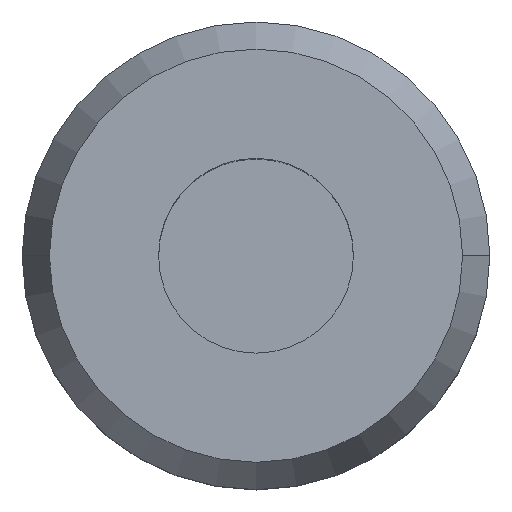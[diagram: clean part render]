
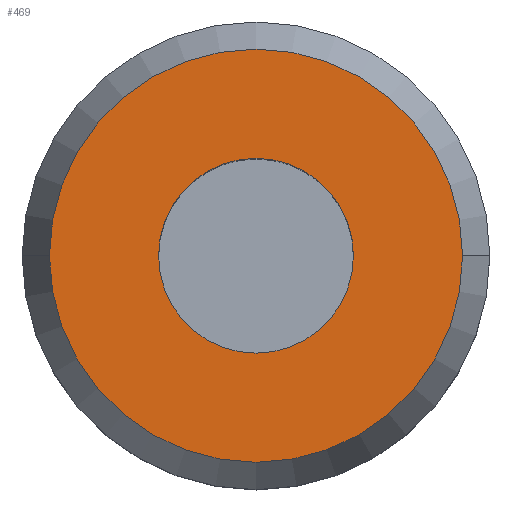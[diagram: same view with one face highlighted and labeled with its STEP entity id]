
A CAD part, top view. The second image highlights one B-rep face of the part: STEP entity #469.
In plain terms, the highlighted planar face has unit normal (0, 0, 1).
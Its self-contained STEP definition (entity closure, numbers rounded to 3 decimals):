
#55 = CARTESIAN_POINT ( 'NONE',  ( 0., 0., 70. ) ) ;
#67 = CARTESIAN_POINT ( 'NONE',  ( 12.5, 0., 70. ) ) ;
#90 = VERTEX_POINT ( 'NONE', #1228 ) ;
#136 = PLANE ( 'NONE',  #1123 ) ;
#187 = EDGE_LOOP ( 'NONE', ( #1144, #961 ) ) ;
#209 = EDGE_CURVE ( 'NONE', #834, #90, #1172, .T. ) ;
#216 = AXIS2_PLACEMENT_3D ( 'NONE', #420, #1106, #525 ) ;
#224 = CARTESIAN_POINT ( 'NONE',  ( 0., 0., 70. ) ) ;
#247 = CIRCLE ( 'NONE', #807, 26.5 ) ;
#257 = DIRECTION ( 'NONE',  ( 1., 0., 0. ) ) ;
#275 = CARTESIAN_POINT ( 'NONE',  ( 0., 0., 70. ) ) ;
#392 = AXIS2_PLACEMENT_3D ( 'NONE', #224, #901, #1004 ) ;
#420 = CARTESIAN_POINT ( 'NONE',  ( 0., 0., 70. ) ) ;
#425 = CIRCLE ( 'NONE', #588, 12.5 ) ;
#469 = ADVANCED_FACE ( 'NONE', ( #506, #724 ), #136, .T. ) ;
#475 = DIRECTION ( 'NONE',  ( -1., 0., 0. ) ) ;
#506 = FACE_BOUND ( 'NONE', #897, .T. ) ;
#522 = EDGE_CURVE ( 'NONE', #711, #786, #425, .T. ) ;
#525 = DIRECTION ( 'NONE',  ( -1., 0., 0. ) ) ;
#588 = AXIS2_PLACEMENT_3D ( 'NONE', #55, #853, #945 ) ;
#594 = ORIENTED_EDGE ( 'NONE', *, *, #522, .T. ) ;
#630 = EDGE_CURVE ( 'NONE', #786, #711, #871, .T. ) ;
#711 = VERTEX_POINT ( 'NONE', #712 ) ;
#712 = CARTESIAN_POINT ( 'NONE',  ( -12.5, 0., 70. ) ) ;
#724 = FACE_OUTER_BOUND ( 'NONE', #187, .T. ) ;
#740 = CARTESIAN_POINT ( 'NONE',  ( 0., 26.5, 70. ) ) ;
#786 = VERTEX_POINT ( 'NONE', #67 ) ;
#807 = AXIS2_PLACEMENT_3D ( 'NONE', #275, #1251, #475 ) ;
#834 = VERTEX_POINT ( 'NONE', #1237 ) ;
#841 = DIRECTION ( 'NONE',  ( 0., 0., 1. ) ) ;
#853 = DIRECTION ( 'NONE',  ( 0., 0., -1. ) ) ;
#871 = CIRCLE ( 'NONE', #216, 12.5 ) ;
#875 = ORIENTED_EDGE ( 'NONE', *, *, #630, .T. ) ;
#897 = EDGE_LOOP ( 'NONE', ( #594, #875 ) ) ;
#901 = DIRECTION ( 'NONE',  ( 0., 0., -1. ) ) ;
#945 = DIRECTION ( 'NONE',  ( -1., 0., 0. ) ) ;
#961 = ORIENTED_EDGE ( 'NONE', *, *, #209, .F. ) ;
#1004 = DIRECTION ( 'NONE',  ( -1., 0., 0. ) ) ;
#1106 = DIRECTION ( 'NONE',  ( 0., 0., -1. ) ) ;
#1123 = AXIS2_PLACEMENT_3D ( 'NONE', #740, #841, #257 ) ;
#1144 = ORIENTED_EDGE ( 'NONE', *, *, #1155, .F. ) ;
#1155 = EDGE_CURVE ( 'NONE', #90, #834, #247, .T. ) ;
#1172 = CIRCLE ( 'NONE', #392, 26.5 ) ;
#1228 = CARTESIAN_POINT ( 'NONE',  ( -26.5, 0., 70. ) ) ;
#1237 = CARTESIAN_POINT ( 'NONE',  ( 26.5, 0., 70. ) ) ;
#1251 = DIRECTION ( 'NONE',  ( 0., 0., -1. ) ) ;
